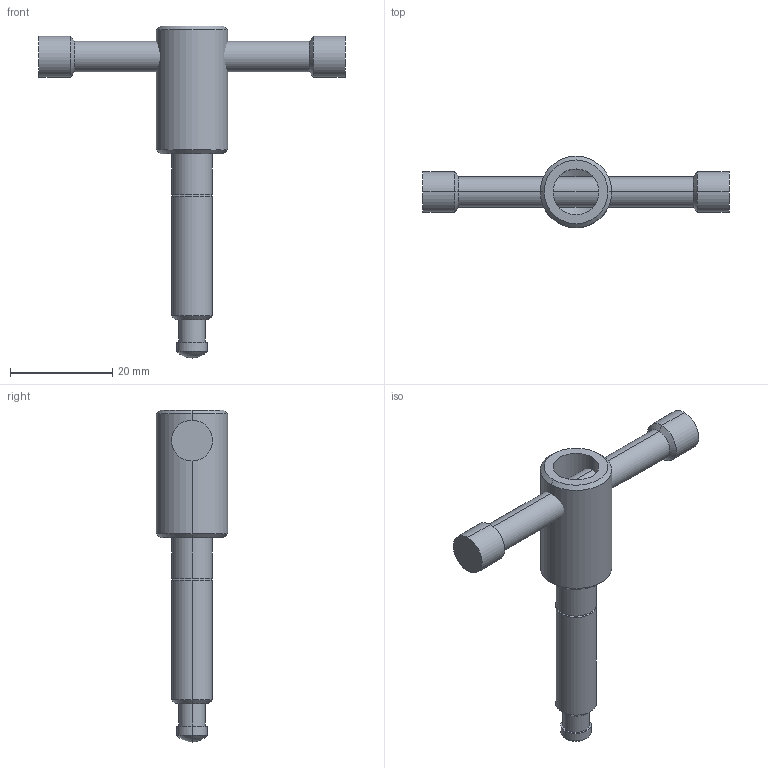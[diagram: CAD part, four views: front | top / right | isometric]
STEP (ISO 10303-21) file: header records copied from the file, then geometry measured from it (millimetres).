
FILE_DESCRIPTION(('STEP AP214'),'1');
FILE_NAME('HALDERN_EH_24500_0008.stp','2014-09-15T07:39:37',('TraceParts'),('TraceParts S.A.'),'XStep 1.0',' ',' ');
FILE_SCHEMA(('automotive_design'));
Length unit declared in the file: millimetre
Products named in the file (2): 1; 2
Bounding box: 60 x 14 x 65 mm (x, y, z)
Volume: 6609.1 mm3; surface area: 4084.1 mm2
Topology: 2 solids, 2 shells, 41 faces, 82 edges, 46 vertices
Faces by surface type: cylinder 18, cone 14, plane 7, sphere 2
Entity records: 2029 total; most frequent: DIRECTION 210, STYLED_ITEM 167, PRESENTATION_STYLE_ASSIGNMENT 167, CARTESIAN_POINT 167, COLOUR_RGB 167, ORIENTED_EDGE 156, AXIS2_PLACEMENT_3D 89, EDGE_CURVE 78
